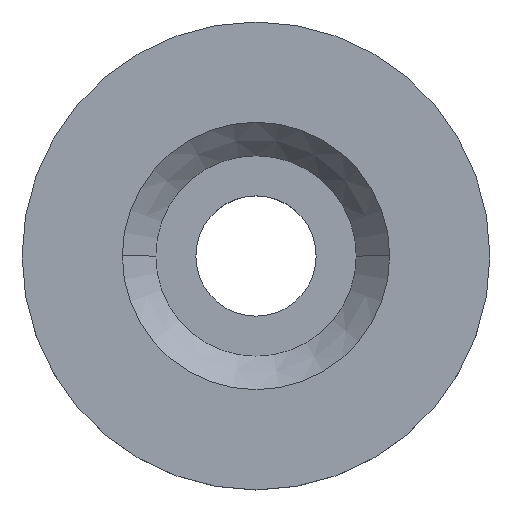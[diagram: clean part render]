
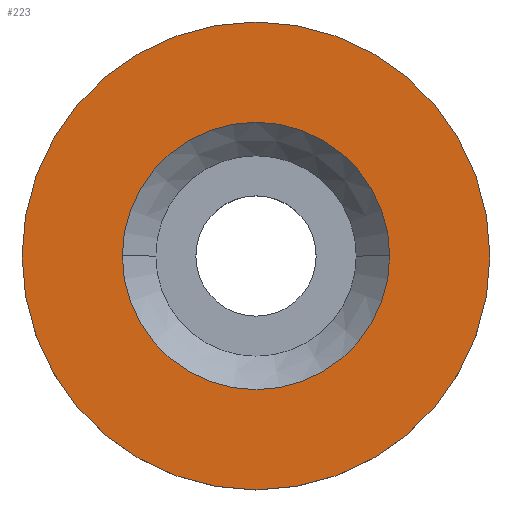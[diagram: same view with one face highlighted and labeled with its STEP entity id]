
A CAD part, top view. The second image highlights one B-rep face of the part: STEP entity #223.
In plain terms, the highlighted planar face has unit normal (0, 0, 1).
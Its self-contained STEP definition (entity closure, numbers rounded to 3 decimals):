
#2 = DIRECTION ( 'NONE',  ( 1., 0., 0. ) ) ;
#5 = DIRECTION ( 'NONE',  ( 0., 0., 1. ) ) ;
#6 = DIRECTION ( 'NONE',  ( 0., 0., 1. ) ) ;
#8 = CIRCLE ( 'NONE', #140, 7. ) ;
#10 = DIRECTION ( 'NONE',  ( 1., 0., 0. ) ) ;
#18 = ORIENTED_EDGE ( 'NONE', *, *, #290, .F. ) ;
#19 = AXIS2_PLACEMENT_3D ( 'NONE', #66, #93, #10 ) ;
#27 = CARTESIAN_POINT ( 'NONE',  ( -4., 0., 2.6 ) ) ;
#36 = VERTEX_POINT ( 'NONE', #317 ) ;
#38 = EDGE_LOOP ( 'NONE', ( #226, #94 ) ) ;
#39 = CIRCLE ( 'NONE', #19, 4. ) ;
#40 = EDGE_CURVE ( 'NONE', #274, #320, #8, .T. ) ;
#66 = CARTESIAN_POINT ( 'NONE',  ( 0., 0., 2.6 ) ) ;
#85 = CARTESIAN_POINT ( 'NONE',  ( 0., 0., 2.6 ) ) ;
#93 = DIRECTION ( 'NONE',  ( 0., 0., 1. ) ) ;
#94 = ORIENTED_EDGE ( 'NONE', *, *, #40, .T. ) ;
#99 = VERTEX_POINT ( 'NONE', #27 ) ;
#109 = CARTESIAN_POINT ( 'NONE',  ( 7., 0., 2.6 ) ) ;
#113 = CARTESIAN_POINT ( 'NONE',  ( 0., 0., 2.6 ) ) ;
#115 = CIRCLE ( 'NONE', #157, 4. ) ;
#116 = DIRECTION ( 'NONE',  ( 1., 0., 0. ) ) ;
#140 = AXIS2_PLACEMENT_3D ( 'NONE', #291, #256, #289 ) ;
#143 = AXIS2_PLACEMENT_3D ( 'NONE', #191, #145, #116 ) ;
#145 = DIRECTION ( 'NONE',  ( 0., 0., 1. ) ) ;
#152 = AXIS2_PLACEMENT_3D ( 'NONE', #85, #5, #2 ) ;
#156 = CIRCLE ( 'NONE', #143, 7. ) ;
#157 = AXIS2_PLACEMENT_3D ( 'NONE', #113, #6, #295 ) ;
#168 = CARTESIAN_POINT ( 'NONE',  ( -7., 0., 2.6 ) ) ;
#190 = PLANE ( 'NONE',  #152 ) ;
#191 = CARTESIAN_POINT ( 'NONE',  ( 0., 0., 2.6 ) ) ;
#193 = EDGE_CURVE ( 'NONE', #99, #36, #115, .T. ) ;
#223 = ADVANCED_FACE ( 'NONE', ( #270, #239 ), #190, .T. ) ;
#226 = ORIENTED_EDGE ( 'NONE', *, *, #322, .T. ) ;
#239 = FACE_BOUND ( 'NONE', #335, .T. ) ;
#256 = DIRECTION ( 'NONE',  ( 0., 0., 1. ) ) ;
#270 = FACE_OUTER_BOUND ( 'NONE', #38, .T. ) ;
#274 = VERTEX_POINT ( 'NONE', #109 ) ;
#289 = DIRECTION ( 'NONE',  ( 1., 0., 0. ) ) ;
#290 = EDGE_CURVE ( 'NONE', #36, #99, #39, .T. ) ;
#291 = CARTESIAN_POINT ( 'NONE',  ( 0., 0., 2.6 ) ) ;
#295 = DIRECTION ( 'NONE',  ( 1., 0., 0. ) ) ;
#300 = ORIENTED_EDGE ( 'NONE', *, *, #193, .F. ) ;
#317 = CARTESIAN_POINT ( 'NONE',  ( 4., 0., 2.6 ) ) ;
#320 = VERTEX_POINT ( 'NONE', #168 ) ;
#322 = EDGE_CURVE ( 'NONE', #320, #274, #156, .T. ) ;
#335 = EDGE_LOOP ( 'NONE', ( #18, #300 ) ) ;
